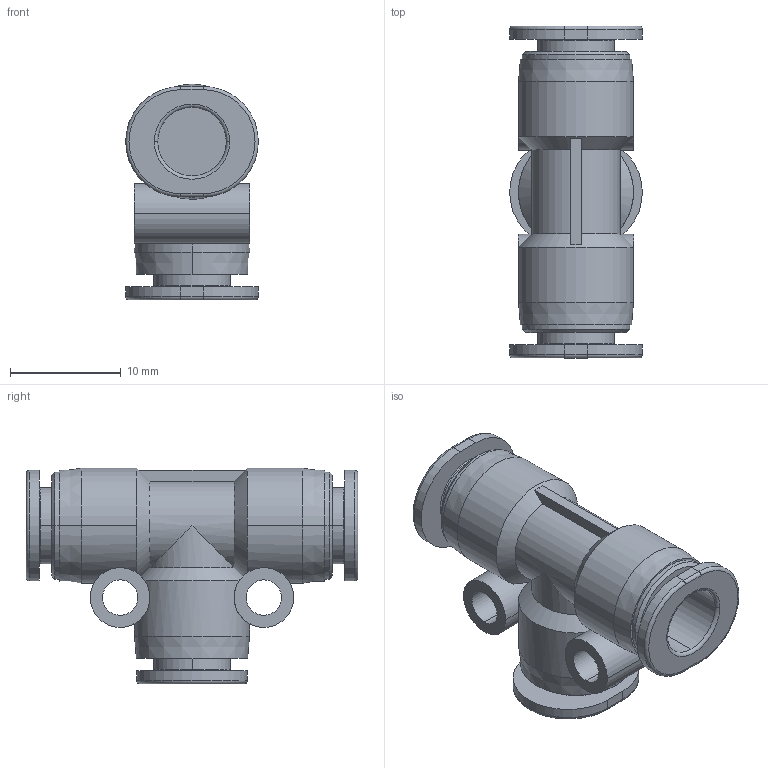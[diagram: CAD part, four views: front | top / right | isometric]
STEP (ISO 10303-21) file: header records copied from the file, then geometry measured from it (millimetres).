
FILE_DESCRIPTION((''),'2;1');
FILE_NAME('PUT06C-mdt.stp','2017-07-24T17:03:18',(''),(''),'Mechanical Desktop 2009','Mechanical Desktop 2009',', , ');
FILE_SCHEMA(('CONFIG_CONTROL_DESIGN'));
Length unit declared in the file: millimetre
Products named in the file (3): PUT06C-MDTA; PUT06C-MDT; COLLAR-L06C
Assembly tree (3 placements, depth 2):
  PUT06C-MDTA
    PUT06C-MDT
    COLLAR-L06C  x2
Bounding box: 12 x 30 x 19.5 mm (x, y, z)
Volume: 2184.3 mm3; surface area: 2886.1 mm2
Topology: 2 solids, 2 shells, 111 faces, 254 edges, 156 vertices
Faces by surface type: cylinder 46, plane 33, cone 14, torus 12, bspline 6
Entity records: 3780 total; most frequent: CARTESIAN_POINT 1074, DIRECTION 592, ORIENTED_EDGE 512, EDGE_CURVE 256, AXIS2_PLACEMENT_3D 249, VERTEX_POINT 156, CIRCLE 136, EDGE_LOOP 126
